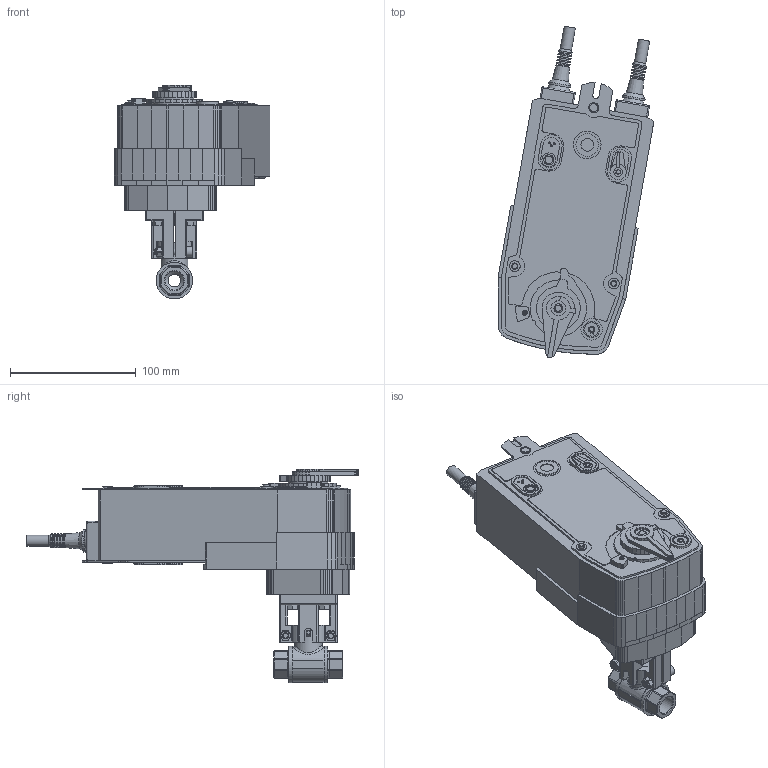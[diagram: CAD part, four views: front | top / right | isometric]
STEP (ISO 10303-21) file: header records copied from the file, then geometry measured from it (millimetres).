
FILE_DESCRIPTION(/* description */ ('Unknown'),/* implementation_level */ '2;1');
FILE_NAME(/* name */ 'SFR2 0852-03',/* time_stamp */ '2022-10-20T10:12:37+02:00',/* author */ ('Unknown'),/* organization */ ('Unknown'),/* preprocessor_version */ 'ST-DEVELOPER v16.7',/* originating_system */ 'Solid Edge',/* authorisation */ 'Unknown');
FILE_SCHEMA (('AUTOMOTIVE_DESIGN {1 0 10303 214 3 1 1}'));
Products named in the file (14): SRF24A-S2-5-2.852.012; 2.852.012; Backen f. Antrieb F03, Durchmesser 22; DIN912_M5x25; DIN934_M5; SRF230A-S2-5_3D; 6; 5; 3; 2; 7; 4; 1; DIN558 M5x14
Assembly tree (19 placements, depth 3):
  SRF24A-S2-5-2.852.012
    2.852.012
    Backen f. Antrieb F03, Durchmesser 22  x2
    DIN912_M5x25  x2
    DIN934_M5  x2
    SRF230A-S2-5_3D
      6
      5
      3
      2
      7
      4
      1
    DIN558 M5x14  x4
Bounding box: 123.82 x 264.17 x 170.05 mm (x, y, z)
Volume: 1339438.2 mm3; surface area: 148603 mm2
Topology: 18 solids, 18 shells, 2707 faces, 7583 edges, 4967 vertices
Faces by surface type: plane 2451, cylinder 181, cone 35, bspline 24, sphere 16
Full cylindrical faces by diameter (mm): 1 x1, 1.6 x8, 2 x1, 4 x6, 4.134 x2, 5 x15, 6 x5, 6.4 x2, 7 x2, 8 x13, 8.5 x2, 8.6 x2, 9 x2, 10 x3, 11 x12, 14.95 x2, 17 x1, 18 x4, 22 x1, 24.6 x1, 29 x2, 30.154 x1, 32 x1, 35 x1
Entity records: 99626 total; most frequent: CARTESIAN_POINT 15427, ORIENTED_EDGE 14266, DIRECTION 12629, EDGE_CURVE 7133, LINE 6625, VECTOR 6625, VERTEX_POINT 4754, AXIS2_PLACEMENT_3D 3002
